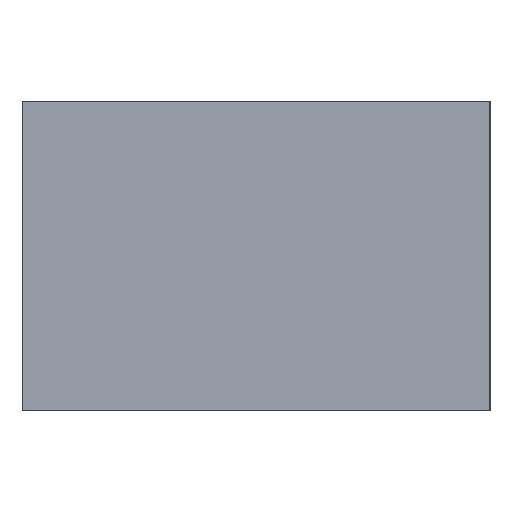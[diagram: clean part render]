
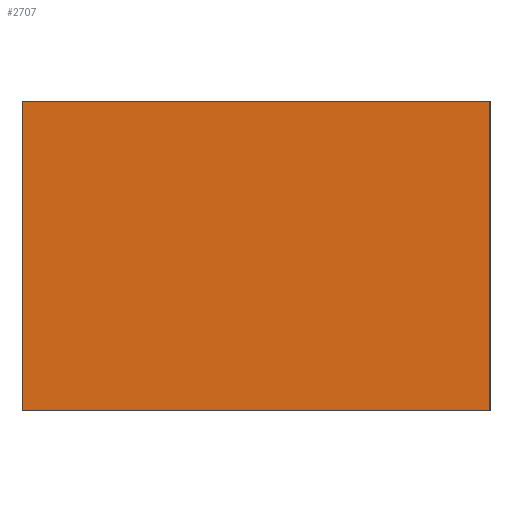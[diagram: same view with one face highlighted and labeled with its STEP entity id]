
A CAD part, left-side view. The second image highlights one B-rep face of the part: STEP entity #2707.
In plain terms, the highlighted planar face has unit normal (-1, 0, 0).
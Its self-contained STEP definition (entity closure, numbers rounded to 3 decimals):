
#999=EDGE_CURVE('NONE',#1853,#2065,#2843,.T.);
#1093=EDGE_CURVE('NONE',#2663,#1853,#2948,.T.);
#1225=EDGE_CURVE('NONE',#2663,#1303,#3103,.T.);
#1303=VERTEX_POINT('NONE',#3195);
#1483=EDGE_CURVE('NONE',#1303,#2065,#3399,.T.);
#1853=VERTEX_POINT('NONE',#3818);
#2065=VERTEX_POINT('NONE',#4061);
#2663=VERTEX_POINT('NONE',#4755);
#2707=ADVANCED_FACE('NONE',(#4807),#4808,.F.);
#2843=LINE('',#4963,#4964);
#2948=LINE('',#5104,#5105);
#3103=LINE('',#5307,#5308);
#3195=CARTESIAN_POINT('',(-375.0,-34.0,0.0));
#3399=LINE('',#5680,#5681);
#3818=CARTESIAN_POINT('',(-375.0,34.0,-45.0));
#4061=CARTESIAN_POINT('',(-375.0,34.0,0.0));
#4755=CARTESIAN_POINT('',(-375.0,-34.0,-45.0));
#4807=FACE_OUTER_BOUND('',#7505,.T.);
#4808=PLANE('',#7506);
#4963=CARTESIAN_POINT('',(-375.0,34.0,-45.0));
#4964=VECTOR('',#7638,1000.0);
#5104=CARTESIAN_POINT('',(-375.0,34.0,-45.0));
#5105=VECTOR('',#7764,1000.0);
#5307=CARTESIAN_POINT('',(-375.0,-34.0,-45.0));
#5308=VECTOR('',#7956,1000.0);
#5680=CARTESIAN_POINT('',(-375.0,34.0,0.0));
#5681=VECTOR('',#8341,1000.0);
#7505=EDGE_LOOP('',(#10126,#10127,#10128,#10129));
#7506=AXIS2_PLACEMENT_3D('',#10130,#10131,#10132);
#7638=DIRECTION('',(-0.0,0.0,1.0));
#7764=DIRECTION('',(-0.0,1.0,0.0));
#7956=DIRECTION('',(-0.0,0.0,1.0));
#8341=DIRECTION('',(-0.0,1.0,0.0));
#10126=ORIENTED_EDGE('',*,*,#1483,.T.);
#10127=ORIENTED_EDGE('',*,*,#999,.F.);
#10128=ORIENTED_EDGE('',*,*,#1093,.F.);
#10129=ORIENTED_EDGE('',*,*,#1225,.T.);
#10130=CARTESIAN_POINT('',(-375.0,34.0,-45.0));
#10131=DIRECTION('',(1.0,0.0,0.0));
#10132=DIRECTION('',(0.0,-1.0,0.0));
